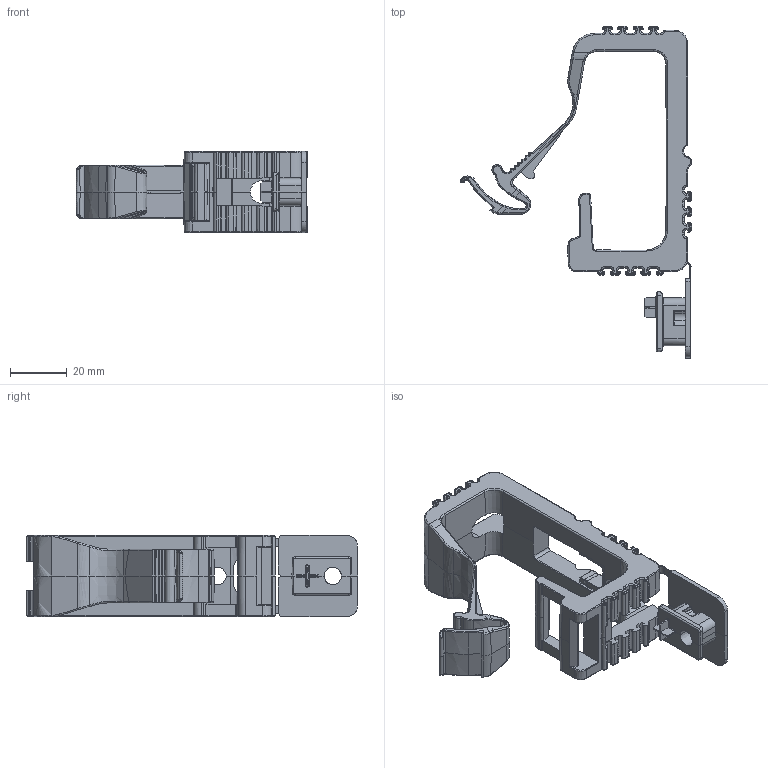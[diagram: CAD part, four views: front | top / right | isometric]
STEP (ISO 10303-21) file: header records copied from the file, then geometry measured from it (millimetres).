
FILE_DESCRIPTION((''),'2;1');
FILE_NAME('2205404_ORG','2013-08-09T',('AndreasKeweloh'),(''),'PRO/ENGINEER BY PARAMETRIC TECHNOLOGY CORPORATION, 2012360','PRO/ENGINEER BY PARAMETRIC TECHNOLOGY CORPORATION, 2012360','');
FILE_SCHEMA(('CONFIG_CONTROL_DESIGN'));
Products named in the file (1): 2205404_ORG
Bounding box: 81.54 x 116.9 x 28.6 mm (x, y, z)
Volume: 32910.1 mm3; surface area: 20992.3 mm2
Topology: 1 solids, 2 shells, 1895 faces, 4653 edges, 2740 vertices
Faces by surface type: cylinder 563, plane 514, bspline 390, torus 217, cone 209, sphere 2
Entity records: 94420 total; most frequent: CARTESIAN_POINT 53491, ORIENTED_EDGE 9286, DIRECTION 7303, EDGE_CURVE 4643, VERTEX_POINT 2740, AXIS2_PLACEMENT_3D 2625, VECTOR 2053, LINE 2053
